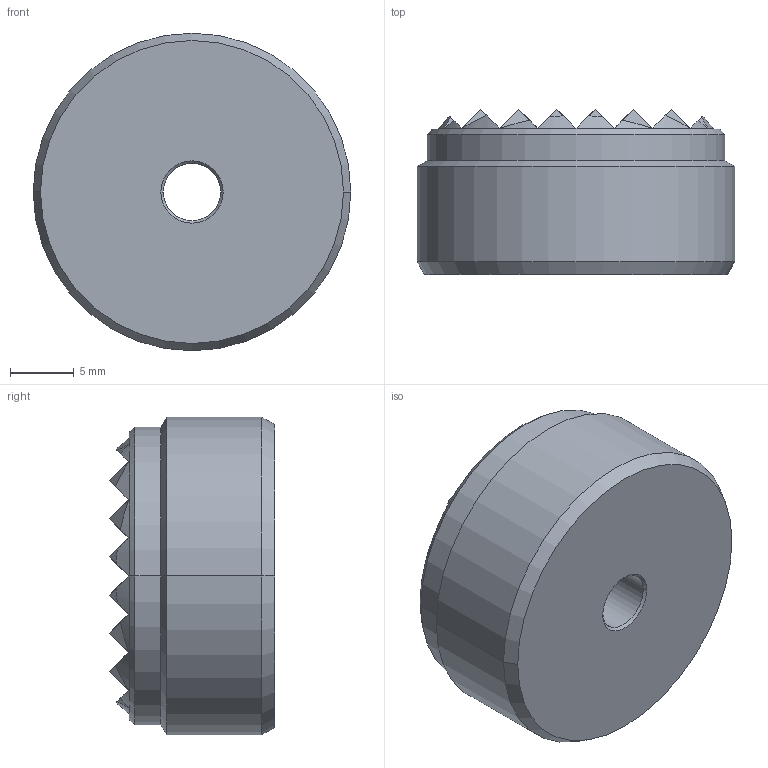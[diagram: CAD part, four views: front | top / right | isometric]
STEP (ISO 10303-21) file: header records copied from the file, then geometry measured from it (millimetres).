
FILE_DESCRIPTION(('STEP AP214'),'1');
FILE_NAME('HALDERN_EH_22620_0417.stp','2017-05-09T07:49:09',('TraceParts'),('TraceParts S.A.'),'Spatial InterOp 3D',' ',' ');
FILE_SCHEMA(('automotive_design'));
Length unit declared in the file: millimetre
Products named in the file (2): HALDERN_EH_22620_0417_1; HALDERN_EH_22620_0417_2
Bounding box: 25 x 13 x 25 mm (x, y, z)
Volume: 5312.8 mm3; surface area: 3302.3 mm2
Topology: 2 solids, 2 shells, 196 faces, 370 edges, 178 vertices
Faces by surface type: plane 172, cone 12, cylinder 12
Entity records: 6251 total; most frequent: DIRECTION 884, CARTESIAN_POINT 746, ORIENTED_EDGE 740, EDGE_CURVE 370, AXIS2_PLACEMENT_3D 316, LINE 252, VECTOR 252, EDGE_LOOP 200
